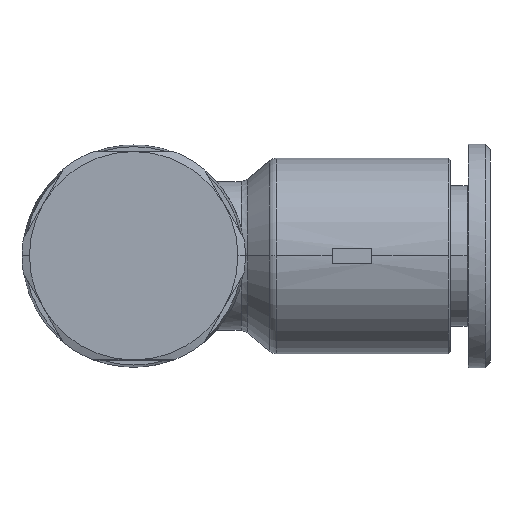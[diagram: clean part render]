
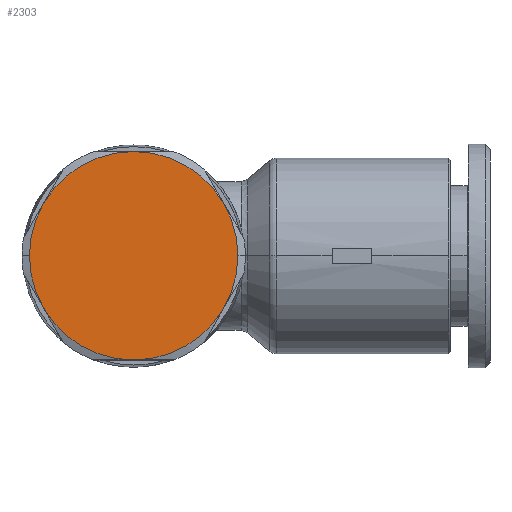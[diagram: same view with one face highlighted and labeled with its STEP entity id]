
A CAD part, top view. The second image highlights one B-rep face of the part: STEP entity #2303.
In plain terms, the highlighted planar face has unit normal (0, 0, 1).
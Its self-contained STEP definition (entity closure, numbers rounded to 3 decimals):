
#1232=CARTESIAN_POINT('',(21.5,0.,13.1));
#1233=VERTEX_POINT('',#1232);
#1240=CARTESIAN_POINT('',(20.093,-5.25,13.1));
#1241=VERTEX_POINT('',#1240);
#1242=CARTESIAN_POINT('',(11.,0.,13.1));
#1243=DIRECTION('',(0.0,0.0,1.0));
#1244=DIRECTION('',(-1.0,0.0,0.0));
#1245=AXIS2_PLACEMENT_3D('',#1242,#1243,#1244);
#1246=CIRCLE('',#1245,10.5);
#1247=EDGE_CURVE('',#1241,#1233,#1246,.T.);
#1271=CARTESIAN_POINT('',(0.5,0.,13.1));
#1272=VERTEX_POINT('',#1271);
#1280=CARTESIAN_POINT('',(1.907,-5.25,13.1));
#1281=VERTEX_POINT('',#1280);
#1295=CARTESIAN_POINT('',(11.,0.,13.1));
#1296=DIRECTION('',(0.0,0.0,1.0));
#1297=DIRECTION('',(-1.0,0.0,0.0));
#1298=AXIS2_PLACEMENT_3D('',#1295,#1296,#1297);
#1299=CIRCLE('',#1298,10.5);
#1300=EDGE_CURVE('',#1272,#1281,#1299,.T.);
#1635=CARTESIAN_POINT('',(1.907,5.25,13.1));
#1636=VERTEX_POINT('',#1635);
#1637=CARTESIAN_POINT('',(11.,0.,13.1));
#1638=DIRECTION('',(0.0,0.0,1.0));
#1639=DIRECTION('',(-1.0,0.0,0.0));
#1640=AXIS2_PLACEMENT_3D('',#1637,#1638,#1639);
#1641=CIRCLE('',#1640,10.5);
#1642=EDGE_CURVE('',#1636,#1272,#1641,.T.);
#1676=CARTESIAN_POINT('',(11.,10.5,13.1));
#1677=VERTEX_POINT('',#1676);
#1713=CARTESIAN_POINT('',(11.,0.,13.1));
#1714=DIRECTION('',(0.0,0.0,1.0));
#1715=DIRECTION('',(-1.0,0.0,0.0));
#1716=AXIS2_PLACEMENT_3D('',#1713,#1714,#1715);
#1717=CIRCLE('',#1716,10.5);
#1718=EDGE_CURVE('',#1677,#1636,#1717,.T.);
#1743=CARTESIAN_POINT('',(20.093,5.25,13.1));
#1744=VERTEX_POINT('',#1743);
#1745=CARTESIAN_POINT('',(11.,0.,13.1));
#1746=DIRECTION('',(0.0,0.0,1.0));
#1747=DIRECTION('',(-1.0,0.0,0.0));
#1748=AXIS2_PLACEMENT_3D('',#1745,#1746,#1747);
#1749=CIRCLE('',#1748,10.5);
#1750=EDGE_CURVE('',#1744,#1677,#1749,.T.);
#1805=CARTESIAN_POINT('',(11.,0.,13.1));
#1806=DIRECTION('',(0.0,0.0,1.0));
#1807=DIRECTION('',(-1.0,0.0,0.0));
#1808=AXIS2_PLACEMENT_3D('',#1805,#1806,#1807);
#1809=CIRCLE('',#1808,10.5);
#1810=EDGE_CURVE('',#1233,#1744,#1809,.T.);
#1835=CARTESIAN_POINT('',(11.,-10.5,13.1));
#1836=VERTEX_POINT('',#1835);
#1837=CARTESIAN_POINT('',(11.,0.,13.1));
#1838=DIRECTION('',(0.0,0.0,1.0));
#1839=DIRECTION('',(-1.0,0.0,0.0));
#1840=AXIS2_PLACEMENT_3D('',#1837,#1838,#1839);
#1841=CIRCLE('',#1840,10.5);
#1842=EDGE_CURVE('',#1836,#1241,#1841,.T.);
#1889=CARTESIAN_POINT('',(11.,0.,13.1));
#1890=DIRECTION('',(0.0,0.0,1.0));
#1891=DIRECTION('',(-1.0,0.0,0.0));
#1892=AXIS2_PLACEMENT_3D('',#1889,#1890,#1891);
#1893=CIRCLE('',#1892,10.5);
#1894=EDGE_CURVE('',#1281,#1836,#1893,.T.);
#2288=CARTESIAN_POINT('',(11.0,0.,13.1));
#2289=DIRECTION('',(0.0,0.0,1.0));
#2290=DIRECTION('',(-1.0,0.0,0.0));
#2291=AXIS2_PLACEMENT_3D('',#2288,#2289,#2290);
#2292=PLANE('',#2291);
#2293=ORIENTED_EDGE('',*,*,#1894,.T.);
#2294=ORIENTED_EDGE('',*,*,#1842,.T.);
#2295=ORIENTED_EDGE('',*,*,#1247,.T.);
#2296=ORIENTED_EDGE('',*,*,#1810,.T.);
#2297=ORIENTED_EDGE('',*,*,#1750,.T.);
#2298=ORIENTED_EDGE('',*,*,#1718,.T.);
#2299=ORIENTED_EDGE('',*,*,#1642,.T.);
#2300=ORIENTED_EDGE('',*,*,#1300,.T.);
#2301=EDGE_LOOP('',(#2293,#2294,#2295,#2296,#2297,#2298,#2299,#2300));
#2302=FACE_OUTER_BOUND('',#2301,.T.);
#2303=ADVANCED_FACE('',(#2302),#2292,.T.);
